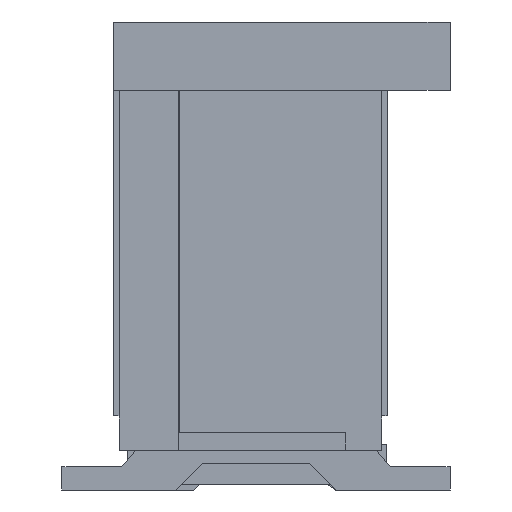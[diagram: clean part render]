
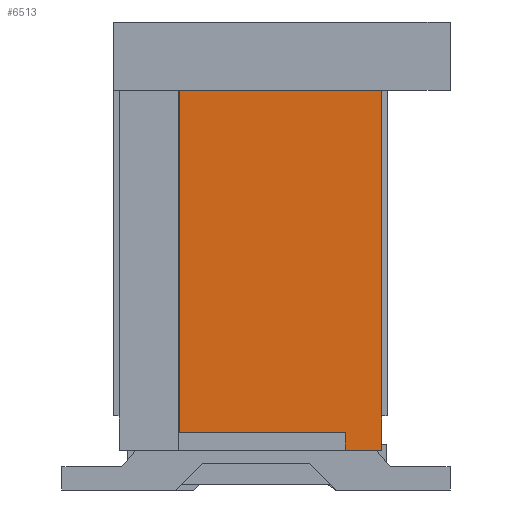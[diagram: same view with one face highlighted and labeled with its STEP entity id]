
A CAD part, left-side view. The second image highlights one B-rep face of the part: STEP entity #6513.
In plain terms, the highlighted planar face has unit normal (-1, 0, 0).
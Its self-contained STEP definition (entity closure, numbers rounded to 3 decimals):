
#413=DIRECTION('',(0.,0.,-1.));
#414=VECTOR('',#413,0.15);
#415=CARTESIAN_POINT('',(-5.95,-0.83,-1.575));
#416=LINE('',#415,#414);
#417=DIRECTION('',(0.,1.,0.));
#418=VECTOR('',#417,1.45);
#419=CARTESIAN_POINT('',(-5.95,-0.83,-1.575));
#420=LINE('',#419,#418);
#421=DIRECTION('',(0.,0.,1.));
#422=VECTOR('',#421,3.);
#423=CARTESIAN_POINT('',(-5.95,0.62,-1.575));
#424=LINE('',#423,#422);
#425=DIRECTION('',(0.,-1.,0.));
#426=VECTOR('',#425,1.77);
#427=CARTESIAN_POINT('',(-5.95,0.62,1.425));
#428=LINE('',#427,#426);
#429=DIRECTION('',(0.,-1.,0.));
#430=VECTOR('',#429,0.32);
#431=CARTESIAN_POINT('',(-5.95,-0.83,-1.725));
#432=LINE('',#431,#430);
#445=DIRECTION('',(0.,0.,-1.));
#446=VECTOR('',#445,3.15);
#447=CARTESIAN_POINT('',(-5.95,-1.15,1.425));
#448=LINE('',#447,#446);
#5073=CARTESIAN_POINT('',(-5.95,0.62,-1.575));
#5074=CARTESIAN_POINT('',(-5.95,0.62,1.425));
#5075=VERTEX_POINT('',#5073);
#5076=VERTEX_POINT('',#5074);
#5117=CARTESIAN_POINT('',(-5.95,-0.83,-1.725));
#5119=VERTEX_POINT('',#5117);
#5125=CARTESIAN_POINT('',(-5.95,-1.15,-1.725));
#5126=VERTEX_POINT('',#5125);
#5261=CARTESIAN_POINT('',(-5.95,-0.83,-1.575));
#5263=VERTEX_POINT('',#5261);
#5283=CARTESIAN_POINT('',(-5.95,-1.15,1.425));
#5285=VERTEX_POINT('',#5283);
#6498=CARTESIAN_POINT('',(-5.95,-0.99,-0.15));
#6499=DIRECTION('',(1.,0.,0.));
#6500=DIRECTION('',(0.,0.,-1.));
#6501=AXIS2_PLACEMENT_3D('',#6498,#6499,#6500);
#6502=PLANE('',#6501);
#6503=ORIENTED_EDGE('',*,*,#6466,.F.);
#6504=ORIENTED_EDGE('',*,*,#6441,.T.);
#6505=ORIENTED_EDGE('',*,*,#6407,.T.);
#6506=ORIENTED_EDGE('',*,*,#5851,.T.);
#6508=ORIENTED_EDGE('',*,*,#6507,.T.);
#6510=ORIENTED_EDGE('',*,*,#6509,.F.);
#6511=EDGE_LOOP('',(#6503,#6504,#6505,#6506,#6508,#6510));
#6512=FACE_OUTER_BOUND('',#6511,.F.);
#6513=ADVANCED_FACE('',(#6512),#6502,.F.);
#5851=EDGE_CURVE('',#5076,#5285,#428,.T.);
#6407=EDGE_CURVE('',#5075,#5076,#424,.T.);
#6441=EDGE_CURVE('',#5263,#5075,#420,.T.);
#6466=EDGE_CURVE('',#5263,#5119,#416,.T.);
#6507=EDGE_CURVE('',#5285,#5126,#448,.T.);
#6509=EDGE_CURVE('',#5119,#5126,#432,.T.);
